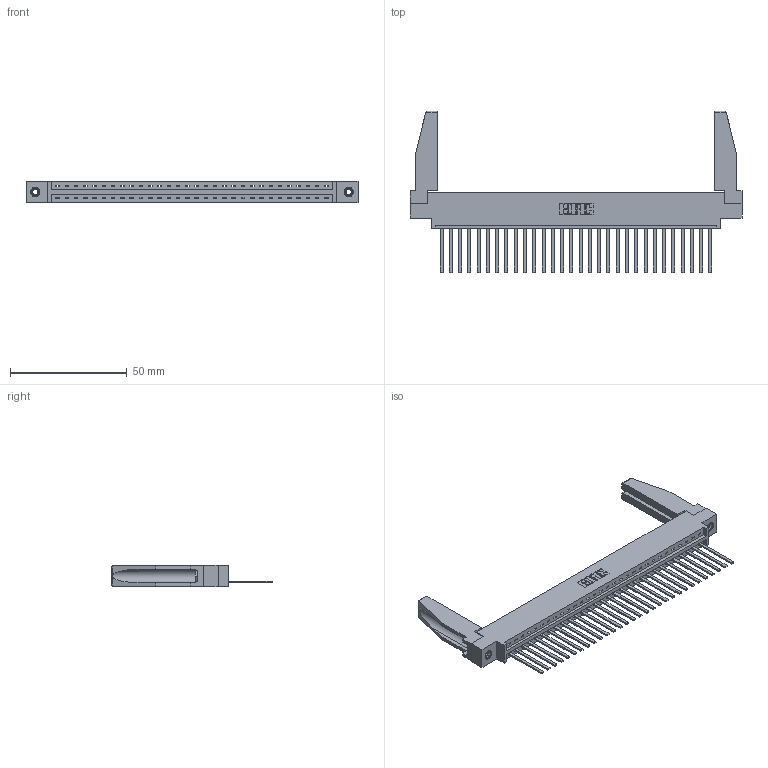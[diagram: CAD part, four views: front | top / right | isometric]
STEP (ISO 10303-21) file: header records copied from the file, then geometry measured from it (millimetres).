
FILE_DESCRIPTION (( 'STEP AP203' ), '1' );
FILE_NAME ('387-030-544-678.STEP', '2019-10-03T18:38:52', ( '' ), ( '' ), 'SwSTEP 2.0', 'SolidWorks 2016', '' );
FILE_SCHEMA (( 'CONFIG_CONTROL_DESIGN' ));
Length unit declared in the file: inch
Products named in the file (5): 307-220-078; 345-250-001_345-250-001-102; 345-292-001_345-293-144; 387-030-544-678; 337 Part_0.170 Offset - 0.156 Dia-TI
Assembly tree (35 placements, depth 2):
  387-030-544-678
    337 Part_0.170 Offset - 0.156 Dia-TI
    345-292-001_345-293-144  x30
    345-250-001_345-250-001-102  x2
    307-220-078  x2
Bounding box: 141.88 x 69.09 x 9.4 mm (x, y, z)
Volume: 18819.6 mm3; surface area: 20330.4 mm2
Topology: 35 solids, 35 shells, 1928 faces, 5753 edges, 3786 vertices
Faces by surface type: plane 1418, cylinder 494, cone 12, torus 4
Entity records: 26240 total; most frequent: CARTESIAN_POINT 4562, ORIENTED_EDGE 4484, DIRECTION 3870, EDGE_CURVE 2242, VECTOR 2080, LINE 2080, VERTEX_POINT 1488, AXIS2_PLACEMENT_3D 895
